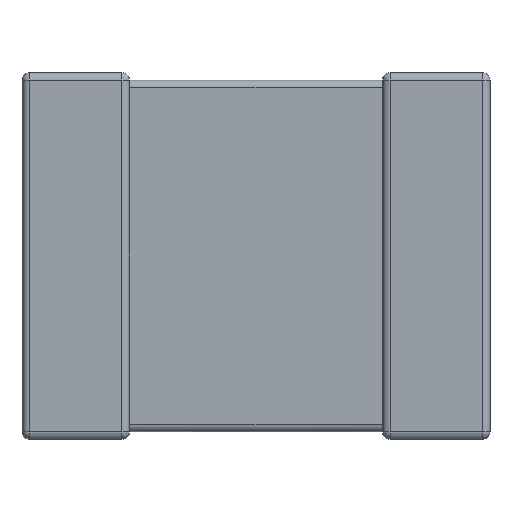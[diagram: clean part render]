
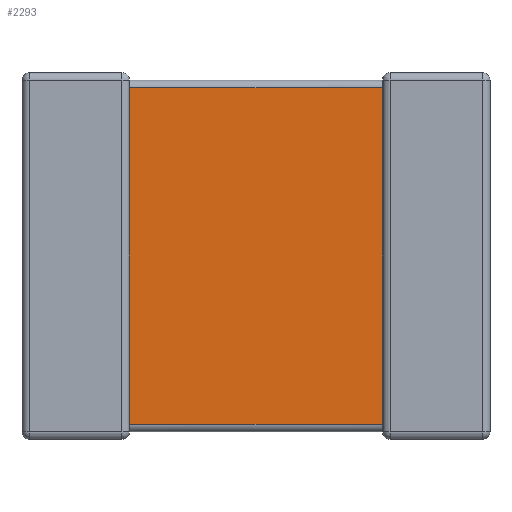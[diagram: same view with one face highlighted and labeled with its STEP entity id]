
A CAD part, front view. The second image highlights one B-rep face of the part: STEP entity #2293.
In plain terms, the highlighted planar face has unit normal (0, -1, 0).
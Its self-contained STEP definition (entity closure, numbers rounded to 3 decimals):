
#34 = VERTEX_POINT ( 'NONE', #2098 ) ;
#537 = PLANE ( 'NONE',  #4446 ) ;
#695 = VECTOR ( 'NONE', #3976, 1000. ) ;
#717 = EDGE_CURVE ( 'NONE', #2149, #34, #3303, .T. ) ;
#844 = ORIENTED_EDGE ( 'NONE', *, *, #3094, .F. ) ;
#1290 = LINE ( 'NONE', #2600, #4702 ) ;
#1525 = CARTESIAN_POINT ( 'NONE',  ( 2.85, 0.06, -2.779 ) ) ;
#1535 = VERTEX_POINT ( 'NONE', #3899 ) ;
#1644 = DIRECTION ( 'NONE',  ( 0., -1., 0. ) ) ;
#1670 = LINE ( 'NONE', #2117, #695 ) ;
#2098 = CARTESIAN_POINT ( 'NONE',  ( 2.85, 0.06, -0.121 ) ) ;
#2117 = CARTESIAN_POINT ( 'NONE',  ( 2.85, 0.06, -2.779 ) ) ;
#2133 = ORIENTED_EDGE ( 'NONE', *, *, #4189, .T. ) ;
#2149 = VERTEX_POINT ( 'NONE', #1525 ) ;
#2273 = DIRECTION ( 'NONE',  ( 0., 0., 1. ) ) ;
#2293 = ADVANCED_FACE ( 'NONE', ( #4140 ), #537, .T. ) ;
#2491 = ORIENTED_EDGE ( 'NONE', *, *, #717, .T. ) ;
#2554 = ORIENTED_EDGE ( 'NONE', *, *, #3856, .T. ) ;
#2600 = CARTESIAN_POINT ( 'NONE',  ( 0.85, 0.06, -2.9 ) ) ;
#2679 = EDGE_LOOP ( 'NONE', ( #844, #2133, #2491, #2554 ) ) ;
#2692 = DIRECTION ( 'NONE',  ( 0., 0., 1. ) ) ;
#3002 = LINE ( 'NONE', #3226, #4578 ) ;
#3094 = EDGE_CURVE ( 'NONE', #3227, #1535, #1290, .T. ) ;
#3098 = CARTESIAN_POINT ( 'NONE',  ( 0.85, 0.06, -2.9 ) ) ;
#3226 = CARTESIAN_POINT ( 'NONE',  ( 0.85, 0.06, -0.121 ) ) ;
#3227 = VERTEX_POINT ( 'NONE', #3671 ) ;
#3303 = LINE ( 'NONE', #3751, #4547 ) ;
#3671 = CARTESIAN_POINT ( 'NONE',  ( 0.85, 0.06, -2.779 ) ) ;
#3751 = CARTESIAN_POINT ( 'NONE',  ( 2.85, 0.06, -2.9 ) ) ;
#3856 = EDGE_CURVE ( 'NONE', #34, #1535, #3002, .T. ) ;
#3899 = CARTESIAN_POINT ( 'NONE',  ( 0.85, 0.06, -0.121 ) ) ;
#3976 = DIRECTION ( 'NONE',  ( 1., 0., 0. ) ) ;
#4140 = FACE_OUTER_BOUND ( 'NONE', #2679, .T. ) ;
#4189 = EDGE_CURVE ( 'NONE', #3227, #2149, #1670, .T. ) ;
#4227 = DIRECTION ( 'NONE',  ( 0., 0., -1. ) ) ;
#4337 = DIRECTION ( 'NONE',  ( -1., 0., 0. ) ) ;
#4446 = AXIS2_PLACEMENT_3D ( 'NONE', #3098, #1644, #4227 ) ;
#4547 = VECTOR ( 'NONE', #2273, 1000. ) ;
#4578 = VECTOR ( 'NONE', #4337, 1000. ) ;
#4702 = VECTOR ( 'NONE', #2692, 1000. ) ;
